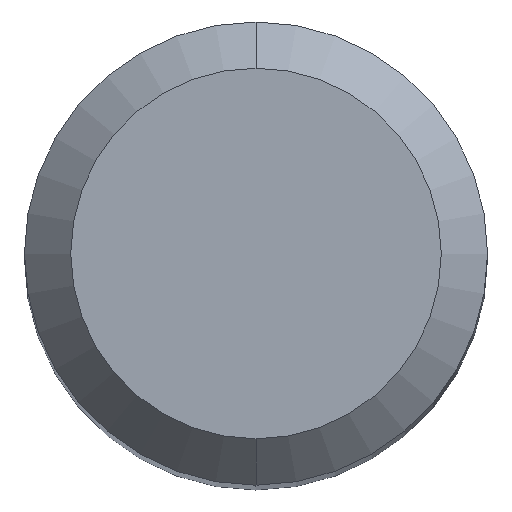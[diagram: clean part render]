
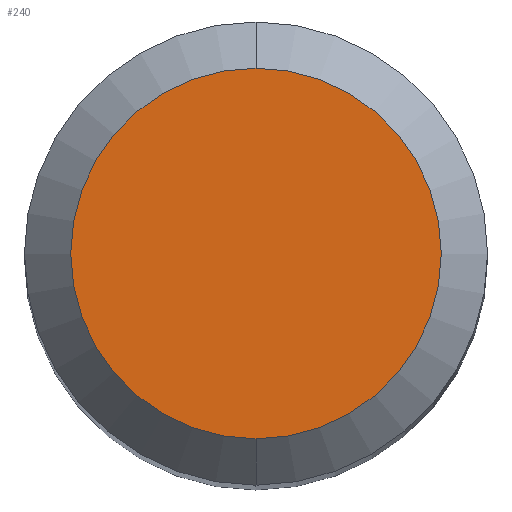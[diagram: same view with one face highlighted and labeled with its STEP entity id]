
A CAD part, top view. The second image highlights one B-rep face of the part: STEP entity #240.
In plain terms, the highlighted planar face has unit normal (0, 0, 1).
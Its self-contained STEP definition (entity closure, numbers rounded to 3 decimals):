
#15 = CARTESIAN_POINT ( 'NONE',  ( 0., 0., 50. ) ) ;
#34 = AXIS2_PLACEMENT_3D ( 'NONE', #206, #61, #177 ) ;
#43 = VERTEX_POINT ( 'NONE', #201 ) ;
#61 = DIRECTION ( 'NONE',  ( 0., 0., -1. ) ) ;
#85 = AXIS2_PLACEMENT_3D ( 'NONE', #15, #193, #313 ) ;
#100 = EDGE_CURVE ( 'NONE', #43, #118, #314, .T. ) ;
#118 = VERTEX_POINT ( 'NONE', #121 ) ;
#121 = CARTESIAN_POINT ( 'NONE',  ( 0., -2.4, 50. ) ) ;
#125 = EDGE_LOOP ( 'NONE', ( #151, #279 ) ) ;
#132 = CARTESIAN_POINT ( 'NONE',  ( 0., 0., 50. ) ) ;
#151 = ORIENTED_EDGE ( 'NONE', *, *, #100, .F. ) ;
#153 = FACE_OUTER_BOUND ( 'NONE', #125, .T. ) ;
#158 = EDGE_CURVE ( 'NONE', #118, #43, #178, .T. ) ;
#177 = DIRECTION ( 'NONE',  ( 0., 1., 0. ) ) ;
#178 = CIRCLE ( 'NONE', #34, 2.4 ) ;
#193 = DIRECTION ( 'NONE',  ( 0., 0., -1. ) ) ;
#198 = AXIS2_PLACEMENT_3D ( 'NONE', #132, #271, #238 ) ;
#201 = CARTESIAN_POINT ( 'NONE',  ( 0., 2.4, 50. ) ) ;
#206 = CARTESIAN_POINT ( 'NONE',  ( 0., 0., 50. ) ) ;
#238 = DIRECTION ( 'NONE',  ( 0., 1., 0. ) ) ;
#240 = ADVANCED_FACE ( 'NONE', ( #153 ), #297, .F. ) ;
#271 = DIRECTION ( 'NONE',  ( 0., 0., -1. ) ) ;
#279 = ORIENTED_EDGE ( 'NONE', *, *, #158, .F. ) ;
#297 = PLANE ( 'NONE',  #198 ) ;
#313 = DIRECTION ( 'NONE',  ( 0., 1., 0. ) ) ;
#314 = CIRCLE ( 'NONE', #85, 2.4 ) ;
